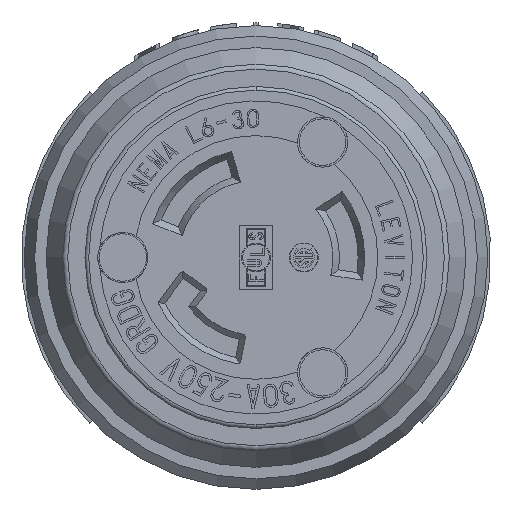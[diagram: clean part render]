
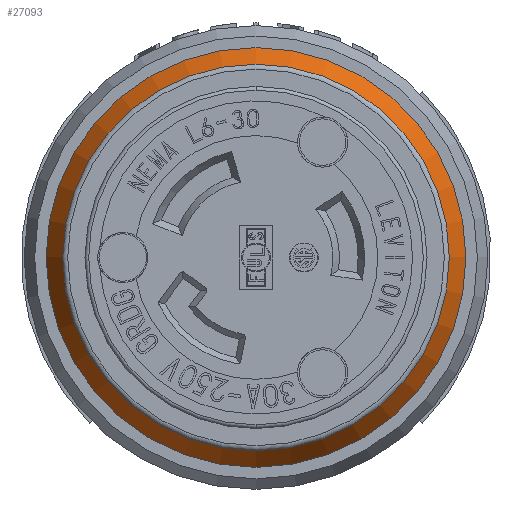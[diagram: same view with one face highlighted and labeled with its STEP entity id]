
A CAD part, left-side view. The second image highlights one B-rep face of the part: STEP entity #27093.
In plain terms, the highlighted conical face has half-angle 30 degrees and reference radius 26.449 mm.
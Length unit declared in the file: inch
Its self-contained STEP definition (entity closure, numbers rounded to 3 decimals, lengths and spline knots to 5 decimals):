
#471 = AXIS2_PLACEMENT_3D ( 'NONE', #52351, #64712, #65121 ) ;
#2057 = EDGE_CURVE ( 'NONE', #55616, #55616, #54039, .T. ) ;
#3685 = ORIENTED_EDGE ( 'NONE', *, *, #57916, .F. ) ;
#12163 = DIRECTION ( 'NONE',  ( 1., 0., 0. ) ) ;
#14743 = AXIS2_PLACEMENT_3D ( 'NONE', #37696, #12163, #61268 ) ;
#15992 = DIRECTION ( 'NONE',  ( 0., 1., 0. ) ) ;
#19274 = CARTESIAN_POINT ( 'NONE',  ( 1.516, 0., -1.14678 ) ) ;
#24879 = ORIENTED_EDGE ( 'NONE', *, *, #2057, .T. ) ;
#25707 = EDGE_LOOP ( 'NONE', ( #3685 ) ) ;
#26848 = CIRCLE ( 'NONE', #66315, 1.04129 ) ;
#27093 = ADVANCED_FACE ( 'NONE', ( #68340, #73125 ), #55573, .T. ) ;
#28708 = CARTESIAN_POINT ( 'NONE',  ( 1.361, 1.04129, -0.016 ) ) ;
#36678 = EDGE_LOOP ( 'NONE', ( #24879 ) ) ;
#37696 = CARTESIAN_POINT ( 'NONE',  ( 1.361, 0., -0.016 ) ) ;
#46296 = CARTESIAN_POINT ( 'NONE',  ( 1.361, 0., -0.016 ) ) ;
#52351 = CARTESIAN_POINT ( 'NONE',  ( 1.516, 0., -0.016 ) ) ;
#52623 = VERTEX_POINT ( 'NONE', #28708 ) ;
#54039 = CIRCLE ( 'NONE', #471, 1.13078 ) ;
#55573 = CONICAL_SURFACE ( 'NONE', #14743, 1.04129, 0.524 ) ;
#55616 = VERTEX_POINT ( 'NONE', #19274 ) ;
#57916 = EDGE_CURVE ( 'NONE', #52623, #52623, #26848, .T. ) ;
#61268 = DIRECTION ( 'NONE',  ( 0., -1., 0. ) ) ;
#64712 = DIRECTION ( 'NONE',  ( -1., 0., 0. ) ) ;
#65121 = DIRECTION ( 'NONE',  ( 0., 0., -1. ) ) ;
#66315 = AXIS2_PLACEMENT_3D ( 'NONE', #46296, #70604, #15992 ) ;
#68340 = FACE_OUTER_BOUND ( 'NONE', #36678, .T. ) ;
#70604 = DIRECTION ( 'NONE',  ( -1., 0., 0. ) ) ;
#73125 = FACE_BOUND ( 'NONE', #25707, .T. ) ;
